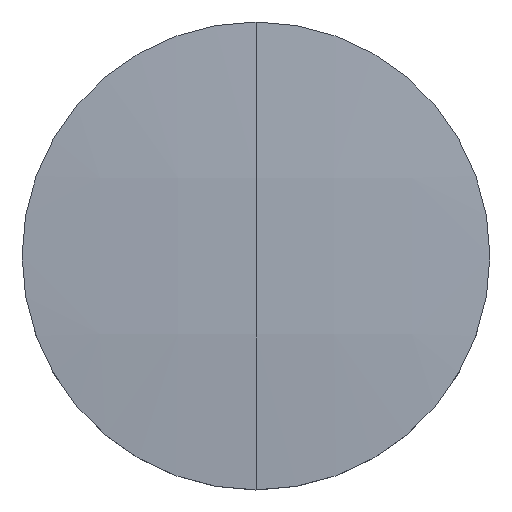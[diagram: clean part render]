
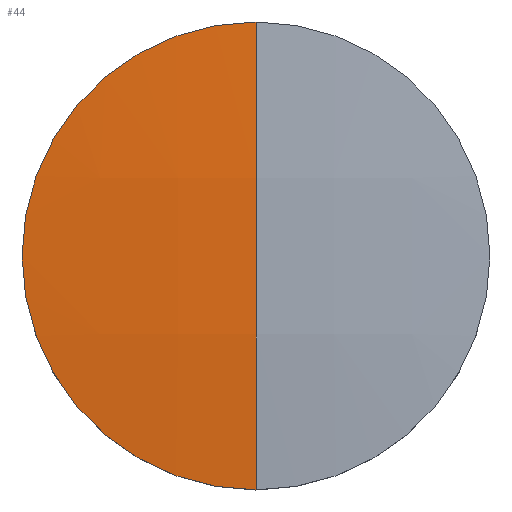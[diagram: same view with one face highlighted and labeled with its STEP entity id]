
A CAD part, top view. The second image highlights one B-rep face of the part: STEP entity #44.
In plain terms, the highlighted free-form (B-spline) face has degree [3, 3] with [4, 4] control points.
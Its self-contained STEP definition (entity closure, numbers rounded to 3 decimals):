
#6 = DIRECTION ( 'NONE',  ( -1., 0., 0. ) ) ;
#12 = CARTESIAN_POINT ( 'NONE',  ( -6.395, 2.147, 2.325 ) ) ;
#13 = CARTESIAN_POINT ( 'NONE',  ( -2.125, 6.426, 2.233 ) ) ;
#15 = CARTESIAN_POINT ( 'NONE',  ( 0., 6.35, 2.239 ) ) ;
#16 = DIRECTION ( 'NONE',  ( 1., 0., 0. ) ) ;
#20 = CARTESIAN_POINT ( 'NONE',  ( 0., 0., 2.239 ) ) ;
#24 = DIRECTION ( 'NONE',  ( 1., 0., 0. ) ) ;
#44 = ADVANCED_FACE ( 'NONE', ( #273 ), #192, .T. ) ;
#48 = ORIENTED_EDGE ( 'NONE', *, *, #218, .T. ) ;
#61 = CARTESIAN_POINT ( 'NONE',  ( 0., 6.426, 2.233 ) ) ;
#76 = VERTEX_POINT ( 'NONE', #249 ) ;
#81 = CARTESIAN_POINT ( 'NONE',  ( 0., -2.147, 2.589 ) ) ;
#83 = CARTESIAN_POINT ( 'NONE',  ( -6.366, -6.426, 1.969 ) ) ;
#94 = VERTEX_POINT ( 'NONE', #291 ) ;
#95 = AXIS2_PLACEMENT_3D ( 'NONE', #227, #6, #253 ) ;
#101 = EDGE_CURVE ( 'NONE', #94, #184, #265, .T. ) ;
#117 = ORIENTED_EDGE ( 'NONE', *, *, #201, .F. ) ;
#128 = CARTESIAN_POINT ( 'NONE',  ( -2.135, 2.147, 2.589 ) ) ;
#135 = AXIS2_PLACEMENT_3D ( 'NONE', #172, #250, #16 ) ;
#138 = ORIENTED_EDGE ( 'NONE', *, *, #101, .F. ) ;
#146 = AXIS2_PLACEMENT_3D ( 'NONE', #20, #221, #24 ) ;
#147 = CARTESIAN_POINT ( 'NONE',  ( 0., -6.426, 2.233 ) ) ;
#148 = CARTESIAN_POINT ( 'NONE',  ( -4.268, 2.147, 2.501 ) ) ;
#150 = CARTESIAN_POINT ( 'NONE',  ( -4.268, -2.147, 2.501 ) ) ;
#162 = EDGE_LOOP ( 'NONE', ( #117, #48, #138 ) ) ;
#168 = CARTESIAN_POINT ( 'NONE',  ( -6.366, 6.426, 1.969 ) ) ;
#172 = CARTESIAN_POINT ( 'NONE',  ( 0., 0., 2.239 ) ) ;
#184 = VERTEX_POINT ( 'NONE', #15 ) ;
#186 = CARTESIAN_POINT ( 'NONE',  ( -4.248, -6.426, 2.145 ) ) ;
#192 =( BOUNDED_SURFACE ( )  B_SPLINE_SURFACE ( 3, 3, ( 
 ( #147, #207, #186, #83 ),
 ( #81, #242, #150, #209 ),
 ( #240, #128, #148, #12 ),
 ( #61, #13, #283, #168 ) ),
 .UNSPECIFIED., .F., .F., .F. ) 
 B_SPLINE_SURFACE_WITH_KNOTS ( ( 4, 4 ),
 ( 4, 4 ),
 ( 0., 1. ),
 ( 0., 1. ),
 .UNSPECIFIED. ) 
 GEOMETRIC_REPRESENTATION_ITEM ( )  RATIONAL_B_SPLINE_SURFACE ( (
 ( 1., 0.999, 0.999, 1.),
 ( 0.998, 0.997, 0.997, 0.998),
 ( 0.998, 0.997, 0.997, 0.998),
 ( 1., 0.999, 0.999, 1.) ) ) 
 REPRESENTATION_ITEM ( '' )  SURFACE ( )  );
#194 = CIRCLE ( 'NONE', #146, 6.35 ) ;
#201 = EDGE_CURVE ( 'NONE', #76, #94, #194, .T. ) ;
#207 = CARTESIAN_POINT ( 'NONE',  ( -2.125, -6.426, 2.233 ) ) ;
#209 = CARTESIAN_POINT ( 'NONE',  ( -6.395, -2.147, 2.325 ) ) ;
#218 = EDGE_CURVE ( 'NONE', #76, #184, #257, .T. ) ;
#221 = DIRECTION ( 'NONE',  ( 0., 0., -1. ) ) ;
#227 = CARTESIAN_POINT ( 'NONE',  ( 0., 0., -74.88 ) ) ;
#240 = CARTESIAN_POINT ( 'NONE',  ( 0., 2.147, 2.589 ) ) ;
#242 = CARTESIAN_POINT ( 'NONE',  ( -2.135, -2.147, 2.589 ) ) ;
#249 = CARTESIAN_POINT ( 'NONE',  ( 0., -6.35, 2.239 ) ) ;
#250 = DIRECTION ( 'NONE',  ( 0., 0., -1. ) ) ;
#253 = DIRECTION ( 'NONE',  ( 0., -1., 0. ) ) ;
#257 = CIRCLE ( 'NONE', #95, 77.38 ) ;
#265 = CIRCLE ( 'NONE', #135, 6.35 ) ;
#273 = FACE_OUTER_BOUND ( 'NONE', #162, .T. ) ;
#283 = CARTESIAN_POINT ( 'NONE',  ( -4.248, 6.426, 2.145 ) ) ;
#291 = CARTESIAN_POINT ( 'NONE',  ( -6.35, 0., 2.239 ) ) ;
